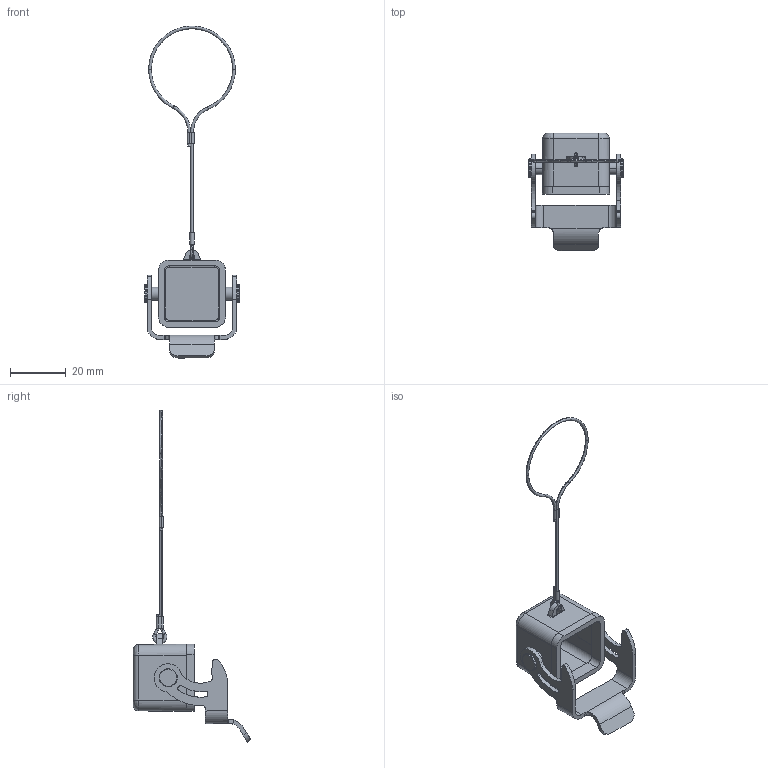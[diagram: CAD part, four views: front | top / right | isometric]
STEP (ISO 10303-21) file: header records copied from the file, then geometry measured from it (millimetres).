
FILE_DESCRIPTION (( 'STEP AP203' ), '1' );
FILE_NAME ('H3A-MCV-1L_1F_V1.0.STEP', '2017-05-28T08:17:50', ( '微软用户' ), ( '微软中国' ), 'SwSTEP 2.0', 'SolidWorks 2012', '' );
FILE_SCHEMA (( 'CONFIG_CONTROL_DESIGN' ));
Length unit declared in the file: millimetre
Products named in the file (1): H3A-MCV-1L_1F_V1.0
Bounding box: 33.88 x 42.08 x 118.68 mm (x, y, z)
Volume: 4976.9 mm3; surface area: 8031 mm2
Topology: 1 solids, 1 shells, 224 faces, 576 edges, 365 vertices
Faces by surface type: cylinder 115, plane 71, bspline 34, cone 4
Entity records: 8586 total; most frequent: CARTESIAN_POINT 3168, ORIENTED_EDGE 1152, DIRECTION 1095, EDGE_CURVE 576, AXIS2_PLACEMENT_3D 416, VERTEX_POINT 365, LINE 263, VECTOR 263
